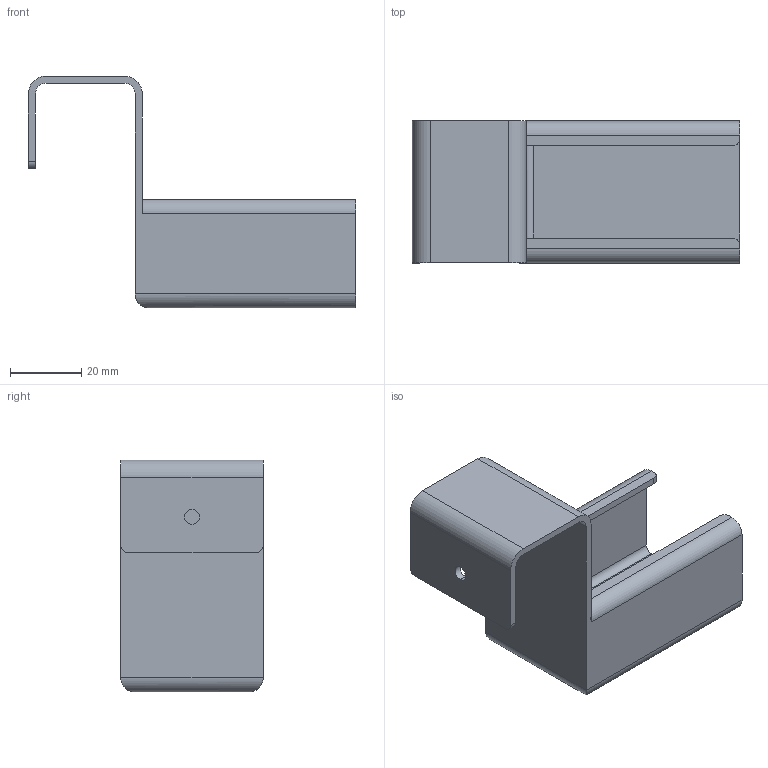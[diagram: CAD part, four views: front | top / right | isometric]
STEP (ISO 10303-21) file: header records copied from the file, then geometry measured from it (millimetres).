
FILE_DESCRIPTION (( 'STEP AP214' ), '1' );
FILE_NAME ('6750020', '2019-02-01T13:00:23', ( '' ), ('JUGARD+KÜNSTNER GmbH'), 'SwSTEP 2.0', 'SolidWorks 2017', '' );
FILE_SCHEMA (( 'AUTOMOTIVE_DESIGN' ));
Length unit declared in the file: millimetre
Products named in the file (1): 6750020_CNAJF00
Bounding box: 92 x 40 x 65.2 mm (x, y, z)
Volume: 21339.2 mm3; surface area: 22214 mm2
Topology: 1 solids, 1 shells, 40 faces, 110 edges, 72 vertices
Faces by surface type: cylinder 20, plane 20
Entity records: 1312 total; most frequent: CARTESIAN_POINT 235, DIRECTION 220, ORIENTED_EDGE 220, EDGE_CURVE 110, VECTOR 74, LINE 74, AXIS2_PLACEMENT_3D 73, VERTEX_POINT 72
